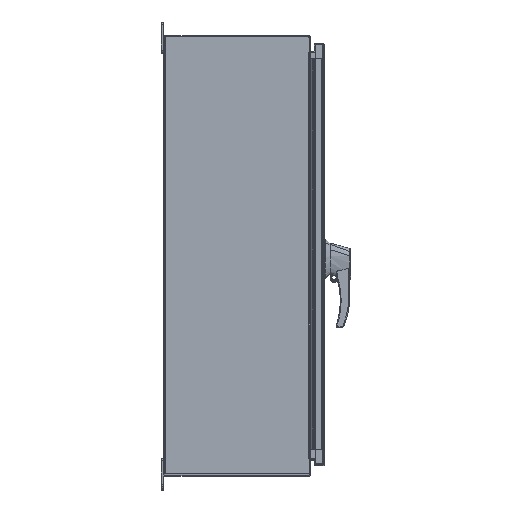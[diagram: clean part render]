
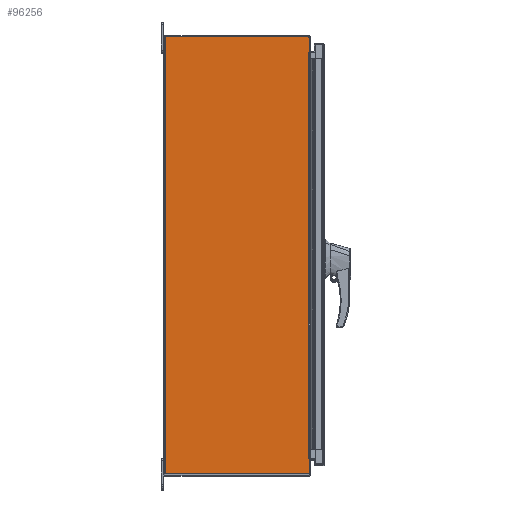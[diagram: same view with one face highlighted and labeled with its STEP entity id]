
A CAD part, top view. The second image highlights one B-rep face of the part: STEP entity #96256.
In plain terms, the highlighted face is planar.
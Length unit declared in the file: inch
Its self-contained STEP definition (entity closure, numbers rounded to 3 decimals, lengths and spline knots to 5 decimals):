
#1395 = DIRECTION ( 'NONE',  ( 0., 0., -1. ) ) ;
#2280 = CARTESIAN_POINT ( 'NONE',  ( -30., 0.095, 17.905 ) ) ;
#3063 = ORIENTED_EDGE ( 'NONE', *, *, #96484, .F. ) ;
#3949 = CARTESIAN_POINT ( 'NONE',  ( -30., -11.762, -16.655 ) ) ;
#7444 = LINE ( 'NONE', #2280, #94177 ) ;
#8536 = ORIENTED_EDGE ( 'NONE', *, *, #45807, .F. ) ;
#10146 = CARTESIAN_POINT ( 'NONE',  ( -30., -11.81, -17.905 ) ) ;
#10532 = LINE ( 'NONE', #130708, #116001 ) ;
#12648 = ORIENTED_EDGE ( 'NONE', *, *, #86481, .T. ) ;
#13543 = DIRECTION ( 'NONE',  ( 0., 0., 1. ) ) ;
#14293 = CARTESIAN_POINT ( 'NONE',  ( -30., -11.762, 16.625 ) ) ;
#14536 = CARTESIAN_POINT ( 'NONE',  ( -30., -11.81, -17.905 ) ) ;
#15404 = DIRECTION ( 'NONE',  ( 0., -1., 0. ) ) ;
#15759 = EDGE_CURVE ( 'NONE', #67190, #126276, #98727, .T. ) ;
#20661 = CARTESIAN_POINT ( 'NONE',  ( -30., -0.048, -17.905 ) ) ;
#21687 = DIRECTION ( 'NONE',  ( 0., 0., 1. ) ) ;
#22029 = ORIENTED_EDGE ( 'NONE', *, *, #131071, .F. ) ;
#22596 = CARTESIAN_POINT ( 'NONE',  ( -30., -11.762, -16.625 ) ) ;
#23195 = EDGE_CURVE ( 'NONE', #136546, #67190, #108727, .T. ) ;
#26805 = VECTOR ( 'NONE', #31470, 39.37008 ) ;
#28354 = DIRECTION ( 'NONE',  ( 0., -1., 0. ) ) ;
#31470 = DIRECTION ( 'NONE',  ( 0., 1., 0. ) ) ;
#32478 = CARTESIAN_POINT ( 'NONE',  ( -30., -11.762, -16.655 ) ) ;
#32515 = CARTESIAN_POINT ( 'NONE',  ( -30., -11.81, 16.655 ) ) ;
#34960 = VERTEX_POINT ( 'NONE', #102168 ) ;
#35034 = DIRECTION ( 'NONE',  ( 0., 0., -1. ) ) ;
#35662 = VERTEX_POINT ( 'NONE', #69849 ) ;
#36025 = DIRECTION ( 'NONE',  ( 0., 0., 1. ) ) ;
#36592 = VECTOR ( 'NONE', #28354, 39.37008 ) ;
#38545 = FACE_OUTER_BOUND ( 'NONE', #42351, .T. ) ;
#42351 = EDGE_LOOP ( 'NONE', ( #63025, #3063, #22029, #77844, #132165, #87423, #130910, #12648, #8536, #62661 ) ) ;
#43052 = EDGE_CURVE ( 'NONE', #126276, #35662, #57305, .T. ) ;
#45807 = EDGE_CURVE ( 'NONE', #134443, #75591, #145971, .T. ) ;
#47946 = VECTOR ( 'NONE', #21687, 39.37008 ) ;
#53299 = CARTESIAN_POINT ( 'NONE',  ( -30., -11.81, 17.905 ) ) ;
#54233 = CARTESIAN_POINT ( 'NONE',  ( -30., 0.095, -17.905 ) ) ;
#55932 = CARTESIAN_POINT ( 'NONE',  ( -30., -11.81, -17.905 ) ) ;
#56052 = DIRECTION ( 'NONE',  ( 0., 1., 0. ) ) ;
#57305 = LINE ( 'NONE', #20661, #47946 ) ;
#62661 = ORIENTED_EDGE ( 'NONE', *, *, #88823, .T. ) ;
#62779 = LINE ( 'NONE', #10146, #125062 ) ;
#63025 = ORIENTED_EDGE ( 'NONE', *, *, #114880, .T. ) ;
#63295 = VECTOR ( 'NONE', #13543, 39.37008 ) ;
#67190 = VERTEX_POINT ( 'NONE', #55932 ) ;
#67942 = DIRECTION ( 'NONE',  ( 0., 0., -1. ) ) ;
#69849 = CARTESIAN_POINT ( 'NONE',  ( -30., -0.048, 17.905 ) ) ;
#75591 = VERTEX_POINT ( 'NONE', #22596 ) ;
#77844 = ORIENTED_EDGE ( 'NONE', *, *, #43052, .F. ) ;
#77859 = LINE ( 'NONE', #111447, #36592 ) ;
#78529 = VECTOR ( 'NONE', #1395, 39.37008 ) ;
#78800 = CARTESIAN_POINT ( 'NONE',  ( -30., -11.81, -16.655 ) ) ;
#78874 = VERTEX_POINT ( 'NONE', #53299 ) ;
#79487 = AXIS2_PLACEMENT_3D ( 'NONE', #151765, #128159, #56052 ) ;
#81177 = VERTEX_POINT ( 'NONE', #3949 ) ;
#81897 = VECTOR ( 'NONE', #67942, 39.37008 ) ;
#86481 = EDGE_CURVE ( 'NONE', #81177, #75591, #100880, .T. ) ;
#87337 = VECTOR ( 'NONE', #91487, 39.37008 ) ;
#87423 = ORIENTED_EDGE ( 'NONE', *, *, #23195, .F. ) ;
#88823 = EDGE_CURVE ( 'NONE', #134443, #34960, #10532, .T. ) ;
#91487 = DIRECTION ( 'NONE',  ( 0., 1., 0. ) ) ;
#94177 = VECTOR ( 'NONE', #15404, 39.37008 ) ;
#96256 = ADVANCED_FACE ( 'NONE', ( #38545 ), #138694, .F. ) ;
#96484 = EDGE_CURVE ( 'NONE', #78874, #116995, #62779, .T. ) ;
#98727 = LINE ( 'NONE', #54233, #87337 ) ;
#100068 = LINE ( 'NONE', #32478, #26805 ) ;
#100880 = LINE ( 'NONE', #109901, #63295 ) ;
#102168 = CARTESIAN_POINT ( 'NONE',  ( -30., -11.762, 16.655 ) ) ;
#105168 = CARTESIAN_POINT ( 'NONE',  ( -30., -11.762, -17.905 ) ) ;
#108727 = LINE ( 'NONE', #14536, #78529 ) ;
#109901 = CARTESIAN_POINT ( 'NONE',  ( -30., -11.762, -16.625 ) ) ;
#111447 = CARTESIAN_POINT ( 'NONE',  ( -30., -11.762, 16.655 ) ) ;
#114880 = EDGE_CURVE ( 'NONE', #34960, #116995, #77859, .T. ) ;
#116001 = VECTOR ( 'NONE', #36025, 39.37008 ) ;
#116995 = VERTEX_POINT ( 'NONE', #32515 ) ;
#125062 = VECTOR ( 'NONE', #35034, 39.37008 ) ;
#126276 = VERTEX_POINT ( 'NONE', #147659 ) ;
#127993 = EDGE_CURVE ( 'NONE', #136546, #81177, #100068, .T. ) ;
#128159 = DIRECTION ( 'NONE',  ( 1., 0., 0. ) ) ;
#130708 = CARTESIAN_POINT ( 'NONE',  ( -30., -11.762, -16.625 ) ) ;
#130910 = ORIENTED_EDGE ( 'NONE', *, *, #127993, .T. ) ;
#131071 = EDGE_CURVE ( 'NONE', #35662, #78874, #7444, .T. ) ;
#132165 = ORIENTED_EDGE ( 'NONE', *, *, #15759, .F. ) ;
#134443 = VERTEX_POINT ( 'NONE', #14293 ) ;
#136546 = VERTEX_POINT ( 'NONE', #78800 ) ;
#138694 = PLANE ( 'NONE',  #79487 ) ;
#145971 = LINE ( 'NONE', #105168, #81897 ) ;
#147659 = CARTESIAN_POINT ( 'NONE',  ( -30., -0.048, -17.905 ) ) ;
#151765 = CARTESIAN_POINT ( 'NONE',  ( -30., 0.0095, -17.905 ) ) ;
